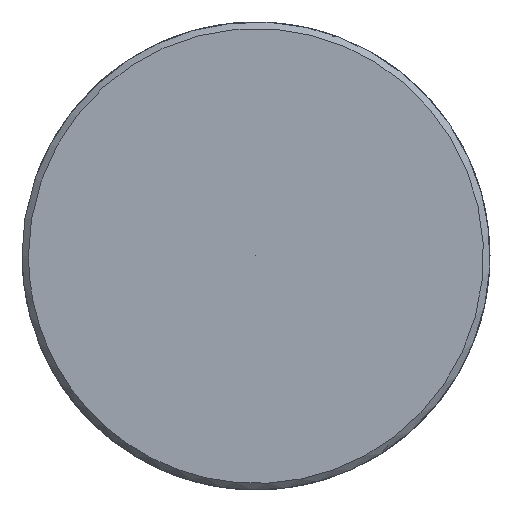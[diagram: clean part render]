
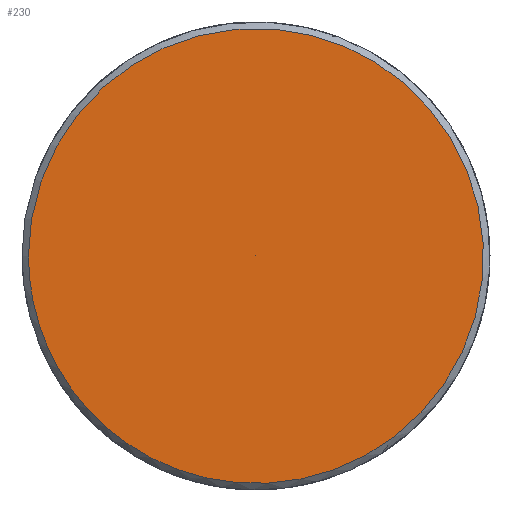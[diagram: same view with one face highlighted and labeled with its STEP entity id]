
A CAD part, left-side view. The second image highlights one B-rep face of the part: STEP entity #230.
In plain terms, the highlighted free-form (B-spline) face has degree [5, 1] with [6, 2] control points.
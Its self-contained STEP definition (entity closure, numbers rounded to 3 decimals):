
#148 = CARTESIAN_POINT ('', (-92., 8.75, 0.));
#149 = VERTEX_POINT ('', #148);
#159 = CARTESIAN_POINT ('', (-92., 8.75, 0.));
#160 = CARTESIAN_POINT ('', (-92., 8.75, 35.));
#161 = CARTESIAN_POINT ('', (-92., -26.25, 17.5));
#162 = CARTESIAN_POINT ('', (-92., -26.25, -17.5));
#163 = CARTESIAN_POINT ('', (-92., 8.75, -35.));
#164 = CARTESIAN_POINT ('', (-92., 8.75, 0.));
#165 = (
   BOUNDED_CURVE ()
   B_SPLINE_CURVE (5, (#159, #160, #161, #162, #163, #164), .UNSPECIFIED., .T., .U.)
   B_SPLINE_CURVE_WITH_KNOTS ((6, 6), (0., 1.), .UNSPECIFIED.)
   CURVE ()
   GEOMETRIC_REPRESENTATION_ITEM ()
   RATIONAL_B_SPLINE_CURVE ((5., 1., 1., 1., 1., 5.))
   REPRESENTATION_ITEM ('')
);
#166 = EDGE_CURVE ('', #149, #149, #165, .T.);
#206 = CARTESIAN_POINT ('', (-92., 0., 0.));
#207 = VERTEX_POINT ('', #206);
#208 = CARTESIAN_POINT ('', (-92., 0., 0.));
#209 = CARTESIAN_POINT ('', (-92., 8.75, 0.));
#210 = B_SPLINE_CURVE_WITH_KNOTS ('', 1, (#208, #209), .UNSPECIFIED., .F., .U., (2, 2), (0., 1.), .UNSPECIFIED.);
#211 = EDGE_CURVE ('', #207, #149, #210, .T.);
#212 = ORIENTED_EDGE ('', *, *, #211, .F.);
#213 = ORIENTED_EDGE ('', *, *, #211, .T.);
#214 = ORIENTED_EDGE ('', *, *, #166, .F.);
#215 = EDGE_LOOP ('', (#212, #213, #214));
#216 = FACE_OUTER_BOUND ('', #215, .T.);
#217 = CARTESIAN_POINT ('', (-92., 0., 0.));
#218 = CARTESIAN_POINT ('', (-92., 8.75, 0.));
#219 = CARTESIAN_POINT ('', (-92., 0., 0.));
#220 = CARTESIAN_POINT ('', (-92., 8.75, 35.));
#221 = CARTESIAN_POINT ('', (-92., 0., 0.));
#222 = CARTESIAN_POINT ('', (-92., -26.25, 17.5));
#223 = CARTESIAN_POINT ('', (-92., 0., 0.));
#224 = CARTESIAN_POINT ('', (-92., -26.25, -17.5));
#225 = CARTESIAN_POINT ('', (-92., 0., 0.));
#226 = CARTESIAN_POINT ('', (-92., 8.75, -35.));
#227 = CARTESIAN_POINT ('', (-92., 0., 0.));
#228 = CARTESIAN_POINT ('', (-92., 8.75, 0.));
#229 = (
   BOUNDED_SURFACE ()
   B_SPLINE_SURFACE (5, 1, ((#217, #218), (#219, #220), (#221, #222), (#223, #224), (#225, #226), (#227, #228)), .UNSPECIFIED., .T., .F., .U.)
   B_SPLINE_SURFACE_WITH_KNOTS ((6, 6), (2, 2), (0., 1.), (0., 1.), .UNSPECIFIED.)
   SURFACE ()
   GEOMETRIC_REPRESENTATION_ITEM ()
   RATIONAL_B_SPLINE_SURFACE (((5., 5.), (1., 1.), (1., 1.), (1., 1.), (1., 1.), (5., 5.)))
   REPRESENTATION_ITEM ('')
);
#230 = ADVANCED_FACE ('', (#216), #229, .T.);
